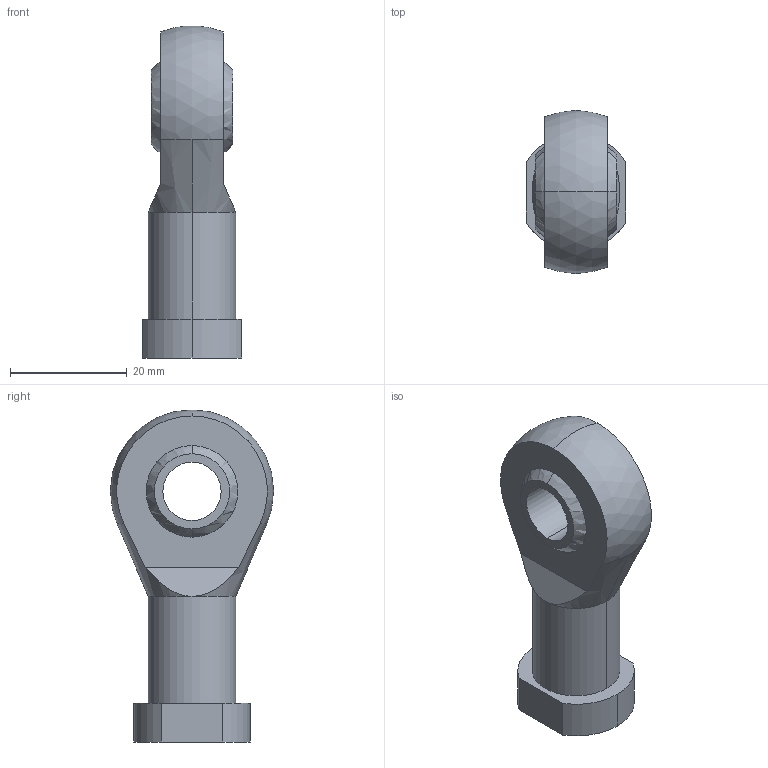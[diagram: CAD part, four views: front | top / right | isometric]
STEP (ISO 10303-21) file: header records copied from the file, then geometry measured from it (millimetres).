
FILE_DESCRIPTION(('STEP AP214'),'1');
FILE_NAME('rotule_nf-17032.stp','2018-03-08T10:54:42',('TraceParts'),('TraceParts S.A.'),'Spatial InterOp 3D',' ',' ');
FILE_SCHEMA(('automotive_design'));
Length unit declared in the file: millimetre
Products named in the file (2): rotule_nf-17032_1; rotule_nf-17032_2
Bounding box: 17 x 28 x 56.96 mm (x, y, z)
Volume: 10665 mm3; surface area: 6141.1 mm2
Topology: 2 solids, 2 shells, 39 faces, 101 edges, 59 vertices
Faces by surface type: cylinder 12, plane 11, cone 10, sphere 6
Entity records: 1178 total; most frequent: DIRECTION 220, CARTESIAN_POINT 215, ORIENTED_EDGE 182, AXIS2_PLACEMENT_3D 96, EDGE_CURVE 91, VERTEX_POINT 59, CIRCLE 55, EDGE_LOOP 46
